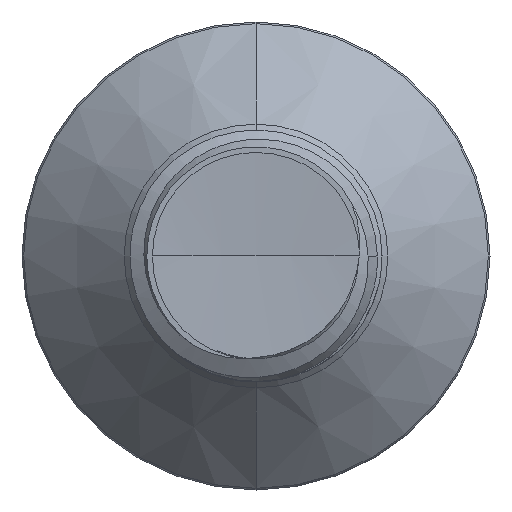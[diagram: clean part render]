
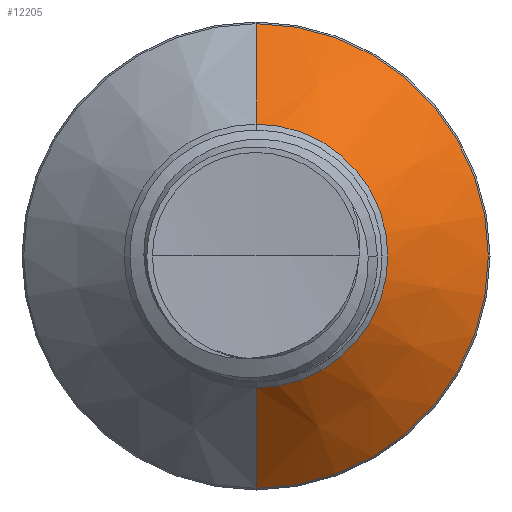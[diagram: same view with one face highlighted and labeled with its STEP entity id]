
A CAD part, front view. The second image highlights one B-rep face of the part: STEP entity #12205.
In plain terms, the highlighted conical face has half-angle 45 degrees and reference radius 1.832 mm.
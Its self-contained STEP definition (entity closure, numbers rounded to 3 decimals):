
#728 = CARTESIAN_POINT ( 'NONE',  ( 0., 3.313, 0. ) ) ;
#870 = LINE ( 'NONE', #2319, #10118 ) ;
#1228 = EDGE_CURVE ( 'NONE', #5447, #1607, #4477, .T. ) ;
#1326 = EDGE_LOOP ( 'NONE', ( #7755, #13555, #5242, #8091 ) ) ;
#1607 = VERTEX_POINT ( 'NONE', #7052 ) ;
#1903 = DIRECTION ( 'NONE',  ( 0., 0., 1. ) ) ;
#1975 = CARTESIAN_POINT ( 'NONE',  ( 0., 4.708, 3.227 ) ) ;
#2319 = CARTESIAN_POINT ( 'NONE',  ( 0., 3.313, 1.832 ) ) ;
#2444 = CARTESIAN_POINT ( 'NONE',  ( 0., 3.313, 0. ) ) ;
#2731 = CARTESIAN_POINT ( 'NONE',  ( 0., 4.708, 0. ) ) ;
#3037 = CARTESIAN_POINT ( 'NONE',  ( 0., 3.313, 1.832 ) ) ;
#3618 = DIRECTION ( 'NONE',  ( 0., 0., 1. ) ) ;
#3903 = DIRECTION ( 'NONE',  ( 0., 0., 1. ) ) ;
#4477 = CIRCLE ( 'NONE', #13699, 1.832 ) ;
#4654 = DIRECTION ( 'NONE',  ( 0., 0.707, 0.707 ) ) ;
#5242 = ORIENTED_EDGE ( 'NONE', *, *, #12654, .F. ) ;
#5447 = VERTEX_POINT ( 'NONE', #3037 ) ;
#6078 = VERTEX_POINT ( 'NONE', #1975 ) ;
#6545 = CIRCLE ( 'NONE', #9689, 3.227 ) ;
#6886 = DIRECTION ( 'NONE',  ( 0., 0.707, -0.707 ) ) ;
#6956 = DIRECTION ( 'NONE',  ( 0., 1., 0. ) ) ;
#7052 = CARTESIAN_POINT ( 'NONE',  ( 0., 3.313, -1.832 ) ) ;
#7755 = ORIENTED_EDGE ( 'NONE', *, *, #1228, .T. ) ;
#8091 = ORIENTED_EDGE ( 'NONE', *, *, #11187, .F. ) ;
#8244 = FACE_OUTER_BOUND ( 'NONE', #1326, .T. ) ;
#8587 = VERTEX_POINT ( 'NONE', #10219 ) ;
#8589 = DIRECTION ( 'NONE',  ( 0., 1., 0. ) ) ;
#9689 = AXIS2_PLACEMENT_3D ( 'NONE', #2731, #10449, #3903 ) ;
#10118 = VECTOR ( 'NONE', #4654, 1000. ) ;
#10219 = CARTESIAN_POINT ( 'NONE',  ( 0., 4.708, -3.227 ) ) ;
#10449 = DIRECTION ( 'NONE',  ( 0., 1., 0. ) ) ;
#10795 = CONICAL_SURFACE ( 'NONE', #11376, 1.832, 0.785 ) ;
#11187 = EDGE_CURVE ( 'NONE', #5447, #6078, #870, .T. ) ;
#11376 = AXIS2_PLACEMENT_3D ( 'NONE', #2444, #6956, #3618 ) ;
#12205 = ADVANCED_FACE ( 'NONE', ( #8244 ), #10795, .T. ) ;
#12292 = CARTESIAN_POINT ( 'NONE',  ( 0., 3.313, -1.832 ) ) ;
#12654 = EDGE_CURVE ( 'NONE', #6078, #8587, #6545, .T. ) ;
#12995 = VECTOR ( 'NONE', #6886, 1000. ) ;
#13555 = ORIENTED_EDGE ( 'NONE', *, *, #14210, .T. ) ;
#13699 = AXIS2_PLACEMENT_3D ( 'NONE', #728, #8589, #1903 ) ;
#13706 = LINE ( 'NONE', #12292, #12995 ) ;
#14210 = EDGE_CURVE ( 'NONE', #1607, #8587, #13706, .T. ) ;
